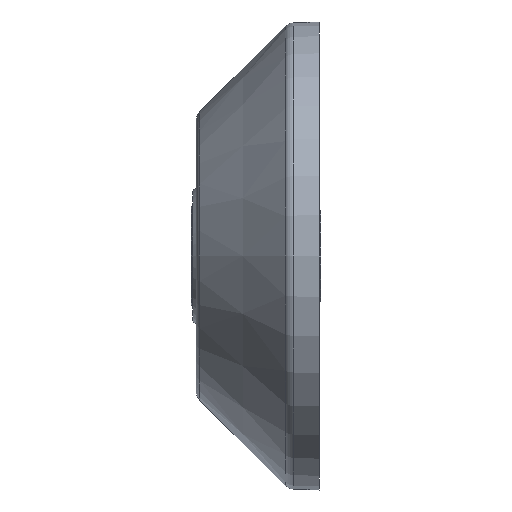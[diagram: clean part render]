
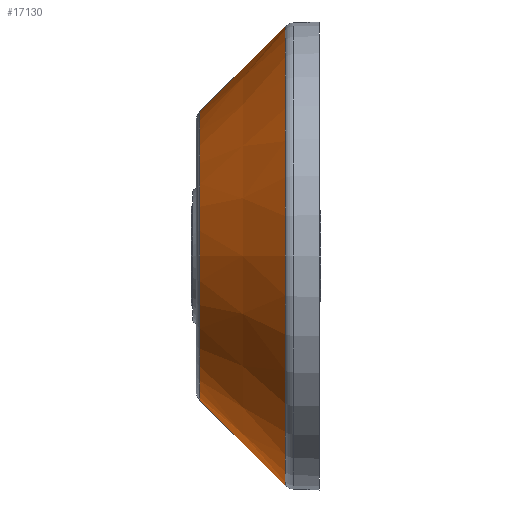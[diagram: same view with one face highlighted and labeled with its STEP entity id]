
A CAD part, left-side view. The second image highlights one B-rep face of the part: STEP entity #17130.
In plain terms, the highlighted conical face has half-angle 45 degrees and reference radius 22.825 mm.
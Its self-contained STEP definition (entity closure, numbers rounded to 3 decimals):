
#362 = ORIENTED_EDGE ( 'NONE', *, *, #1476, .F. ) ;
#1476 = EDGE_CURVE ( 'NONE', #13413, #14956, #24175, .T. ) ;
#5096 = EDGE_CURVE ( 'NONE', #9353, #14956, #11145, .T. ) ;
#5109 = CARTESIAN_POINT ( 'NONE',  ( 0., 5.557, -37.268 ) ) ;
#6619 = DIRECTION ( 'NONE',  ( 0., 0., 1. ) ) ;
#7338 = DIRECTION ( 'NONE',  ( 0., 1., 0. ) ) ;
#7902 = CARTESIAN_POINT ( 'NONE',  ( 0., 5.557, 0. ) ) ;
#8274 = CONICAL_SURFACE ( 'NONE', #17379, 22.825, 0.785 ) ;
#9353 = VERTEX_POINT ( 'NONE', #5109 ) ;
#9480 = CARTESIAN_POINT ( 'NONE',  ( 0., 20., 0. ) ) ;
#9779 = DIRECTION ( 'NONE',  ( 0., -1., 0. ) ) ;
#11145 = CIRCLE ( 'NONE', #39152, 37.268 ) ;
#11196 = ORIENTED_EDGE ( 'NONE', *, *, #34916, .T. ) ;
#12067 = VECTOR ( 'NONE', #39957, 1000. ) ;
#13124 = DIRECTION ( 'NONE',  ( 0., 0., -1. ) ) ;
#13413 = VERTEX_POINT ( 'NONE', #29478 ) ;
#13648 = CARTESIAN_POINT ( 'NONE',  ( 0., 20., -22.825 ) ) ;
#14956 = VERTEX_POINT ( 'NONE', #22597 ) ;
#15245 = EDGE_LOOP ( 'NONE', ( #362, #11196, #20957, #20532 ) ) ;
#17130 = ADVANCED_FACE ( 'NONE', ( #27149 ), #8274, .T. ) ;
#17379 = AXIS2_PLACEMENT_3D ( 'NONE', #9480, #9779, #13124 ) ;
#18896 = CIRCLE ( 'NONE', #34522, 23.411 ) ;
#19353 = CARTESIAN_POINT ( 'NONE',  ( 0., 19.414, 0. ) ) ;
#20532 = ORIENTED_EDGE ( 'NONE', *, *, #5096, .T. ) ;
#20772 = CARTESIAN_POINT ( 'NONE',  ( 0., 19.414, -23.411 ) ) ;
#20957 = ORIENTED_EDGE ( 'NONE', *, *, #33599, .T. ) ;
#22095 = LINE ( 'NONE', #13648, #12067 ) ;
#22597 = CARTESIAN_POINT ( 'NONE',  ( 0., 5.557, 37.268 ) ) ;
#22770 = DIRECTION ( 'NONE',  ( 0., 0., 1. ) ) ;
#24087 = VERTEX_POINT ( 'NONE', #20772 ) ;
#24175 = LINE ( 'NONE', #34402, #33910 ) ;
#27149 = FACE_OUTER_BOUND ( 'NONE', #15245, .T. ) ;
#29147 = DIRECTION ( 'NONE',  ( 0., -0.707, 0.707 ) ) ;
#29478 = CARTESIAN_POINT ( 'NONE',  ( 0., 19.414, 23.411 ) ) ;
#33599 = EDGE_CURVE ( 'NONE', #24087, #9353, #22095, .T. ) ;
#33910 = VECTOR ( 'NONE', #29147, 1000. ) ;
#34402 = CARTESIAN_POINT ( 'NONE',  ( 0., 20., 22.825 ) ) ;
#34522 = AXIS2_PLACEMENT_3D ( 'NONE', #19353, #42301, #22770 ) ;
#34916 = EDGE_CURVE ( 'NONE', #13413, #24087, #18896, .T. ) ;
#39152 = AXIS2_PLACEMENT_3D ( 'NONE', #7902, #7338, #6619 ) ;
#39957 = DIRECTION ( 'NONE',  ( 0., -0.707, -0.707 ) ) ;
#42301 = DIRECTION ( 'NONE',  ( 0., -1., 0. ) ) ;
